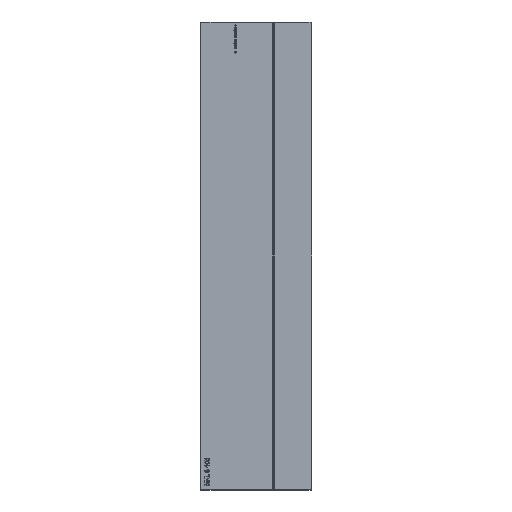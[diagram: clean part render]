
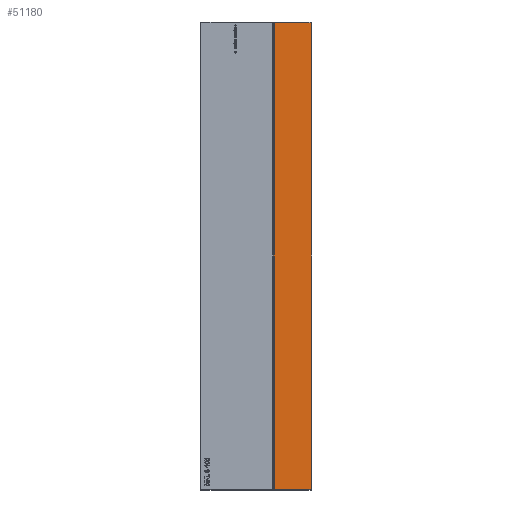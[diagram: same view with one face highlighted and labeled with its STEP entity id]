
A CAD part, left-side view. The second image highlights one B-rep face of the part: STEP entity #51180.
In plain terms, the highlighted planar face has unit normal (-1, 0, 0).
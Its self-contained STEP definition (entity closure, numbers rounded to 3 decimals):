
#49148 = PLANE('',#49149);
#49149 = AXIS2_PLACEMENT_3D('',#49150,#49151,#49152);
#49150 = CARTESIAN_POINT('',(-29.925,8.505,0.));
#49151 = DIRECTION('',(0.707,-0.707,
    0.));
#49152 = DIRECTION('',(0.,0.,1.));
#49485 = PLANE('',#49486);
#49486 = AXIS2_PLACEMENT_3D('',#49487,#49488,#49489);
#49487 = CARTESIAN_POINT('',(-29.925,0.,0.075));
#49488 = DIRECTION('',(0.707,0.,0.707));
#49489 = DIRECTION('',(0.,-1.,0.));
#49787 = PLANE('',#49788);
#49788 = AXIS2_PLACEMENT_3D('',#49789,#49790,#49791);
#49789 = CARTESIAN_POINT('',(-29.925,0.,104.925));
#49790 = DIRECTION('',(-0.707,0.,0.707));
#49791 = DIRECTION('',(0.,-1.,0.));
#50075 = VERTEX_POINT('',#50076);
#50076 = CARTESIAN_POINT('',(-30.,8.43,104.85));
#50097 = EDGE_CURVE('',#50098,#50075,#50100,.T.);
#50098 = VERTEX_POINT('',#50099);
#50099 = CARTESIAN_POINT('',(-30.,8.43,0.15));
#50100 = SURFACE_CURVE('',#50101,(#50105,#50112),.PCURVE_S1.);
#50101 = LINE('',#50102,#50103);
#50102 = CARTESIAN_POINT('',(-30.,8.43,0.));
#50103 = VECTOR('',#50104,1.);
#50104 = DIRECTION('',(0.,0.,1.));
#50105 = PCURVE('',#49148,#50106);
#50106 = DEFINITIONAL_REPRESENTATION('',(#50107),#50111);
#50107 = LINE('',#50108,#50109);
#50108 = CARTESIAN_POINT('',(0.,0.106));
#50109 = VECTOR('',#50110,1.);
#50110 = DIRECTION('',(1.,0.));
#50111 = ( GEOMETRIC_REPRESENTATION_CONTEXT(2) 
PARAMETRIC_REPRESENTATION_CONTEXT() REPRESENTATION_CONTEXT('2D SPACE',''
  ) );
#50112 = PCURVE('',#50113,#50118);
#50113 = PLANE('',#50114);
#50114 = AXIS2_PLACEMENT_3D('',#50115,#50116,#50117);
#50115 = CARTESIAN_POINT('',(-30.,0.,0.));
#50116 = DIRECTION('',(-1.,0.,0.));
#50117 = DIRECTION('',(0.,1.,0.));
#50118 = DEFINITIONAL_REPRESENTATION('',(#50119),#50123);
#50119 = LINE('',#50120,#50121);
#50120 = CARTESIAN_POINT('',(8.43,0.));
#50121 = VECTOR('',#50122,1.);
#50122 = DIRECTION('',(0.,-1.));
#50123 = ( GEOMETRIC_REPRESENTATION_CONTEXT(2) 
PARAMETRIC_REPRESENTATION_CONTEXT() REPRESENTATION_CONTEXT('2D SPACE',''
  ) );
#50477 = VERTEX_POINT('',#50478);
#50478 = CARTESIAN_POINT('',(-30.,0.15,0.15));
#50504 = EDGE_CURVE('',#50477,#50098,#50505,.T.);
#50505 = SURFACE_CURVE('',#50506,(#50510,#50517),.PCURVE_S1.);
#50506 = LINE('',#50507,#50508);
#50507 = CARTESIAN_POINT('',(-30.,0.,0.15));
#50508 = VECTOR('',#50509,1.);
#50509 = DIRECTION('',(0.,1.,0.));
#50510 = PCURVE('',#49485,#50511);
#50511 = DEFINITIONAL_REPRESENTATION('',(#50512),#50516);
#50512 = LINE('',#50513,#50514);
#50513 = CARTESIAN_POINT('',(0.,-0.106));
#50514 = VECTOR('',#50515,1.);
#50515 = DIRECTION('',(-1.,0.));
#50516 = ( GEOMETRIC_REPRESENTATION_CONTEXT(2) 
PARAMETRIC_REPRESENTATION_CONTEXT() REPRESENTATION_CONTEXT('2D SPACE',''
  ) );
#50517 = PCURVE('',#50113,#50518);
#50518 = DEFINITIONAL_REPRESENTATION('',(#50519),#50523);
#50519 = LINE('',#50520,#50521);
#50520 = CARTESIAN_POINT('',(0.,-0.15));
#50521 = VECTOR('',#50522,1.);
#50522 = DIRECTION('',(1.,0.));
#50523 = ( GEOMETRIC_REPRESENTATION_CONTEXT(2) 
PARAMETRIC_REPRESENTATION_CONTEXT() REPRESENTATION_CONTEXT('2D SPACE',''
  ) );
#50930 = VERTEX_POINT('',#50931);
#50931 = CARTESIAN_POINT('',(-30.,0.15,104.85));
#50957 = EDGE_CURVE('',#50930,#50075,#50958,.T.);
#50958 = SURFACE_CURVE('',#50959,(#50963,#50970),.PCURVE_S1.);
#50959 = LINE('',#50960,#50961);
#50960 = CARTESIAN_POINT('',(-30.,0.,104.85));
#50961 = VECTOR('',#50962,1.);
#50962 = DIRECTION('',(0.,1.,0.));
#50963 = PCURVE('',#49787,#50964);
#50964 = DEFINITIONAL_REPRESENTATION('',(#50965),#50969);
#50965 = LINE('',#50966,#50967);
#50966 = CARTESIAN_POINT('',(0.,-0.106));
#50967 = VECTOR('',#50968,1.);
#50968 = DIRECTION('',(-1.,0.));
#50969 = ( GEOMETRIC_REPRESENTATION_CONTEXT(2) 
PARAMETRIC_REPRESENTATION_CONTEXT() REPRESENTATION_CONTEXT('2D SPACE',''
  ) );
#50970 = PCURVE('',#50113,#50971);
#50971 = DEFINITIONAL_REPRESENTATION('',(#50972),#50976);
#50972 = LINE('',#50973,#50974);
#50973 = CARTESIAN_POINT('',(0.,-104.85));
#50974 = VECTOR('',#50975,1.);
#50975 = DIRECTION('',(1.,0.));
#50976 = ( GEOMETRIC_REPRESENTATION_CONTEXT(2) 
PARAMETRIC_REPRESENTATION_CONTEXT() REPRESENTATION_CONTEXT('2D SPACE',''
  ) );
#51180 = ADVANCED_FACE('',(#51181),#50113,.T.);
#51181 = FACE_BOUND('',#51182,.T.);
#51182 = EDGE_LOOP('',(#51183,#51184,#51185,#51211));
#51183 = ORIENTED_EDGE('',*,*,#50097,.F.);
#51184 = ORIENTED_EDGE('',*,*,#50504,.F.);
#51185 = ORIENTED_EDGE('',*,*,#51186,.T.);
#51186 = EDGE_CURVE('',#50477,#50930,#51187,.T.);
#51187 = SURFACE_CURVE('',#51188,(#51192,#51199),.PCURVE_S1.);
#51188 = LINE('',#51189,#51190);
#51189 = CARTESIAN_POINT('',(-30.,0.15,0.));
#51190 = VECTOR('',#51191,1.);
#51191 = DIRECTION('',(0.,0.,1.));
#51192 = PCURVE('',#50113,#51193);
#51193 = DEFINITIONAL_REPRESENTATION('',(#51194),#51198);
#51194 = LINE('',#51195,#51196);
#51195 = CARTESIAN_POINT('',(0.15,0.));
#51196 = VECTOR('',#51197,1.);
#51197 = DIRECTION('',(0.,-1.));
#51198 = ( GEOMETRIC_REPRESENTATION_CONTEXT(2) 
PARAMETRIC_REPRESENTATION_CONTEXT() REPRESENTATION_CONTEXT('2D SPACE',''
  ) );
#51199 = PCURVE('',#51200,#51205);
#51200 = PLANE('',#51201);
#51201 = AXIS2_PLACEMENT_3D('',#51202,#51203,#51204);
#51202 = CARTESIAN_POINT('',(-29.925,0.075,0.));
#51203 = DIRECTION('',(0.707,0.707,
    0.));
#51204 = DIRECTION('',(0.,0.,1.));
#51205 = DEFINITIONAL_REPRESENTATION('',(#51206),#51210);
#51206 = LINE('',#51207,#51208);
#51207 = CARTESIAN_POINT('',(0.,-0.106));
#51208 = VECTOR('',#51209,1.);
#51209 = DIRECTION('',(1.,0.));
#51210 = ( GEOMETRIC_REPRESENTATION_CONTEXT(2) 
PARAMETRIC_REPRESENTATION_CONTEXT() REPRESENTATION_CONTEXT('2D SPACE',''
  ) );
#51211 = ORIENTED_EDGE('',*,*,#50957,.T.);
